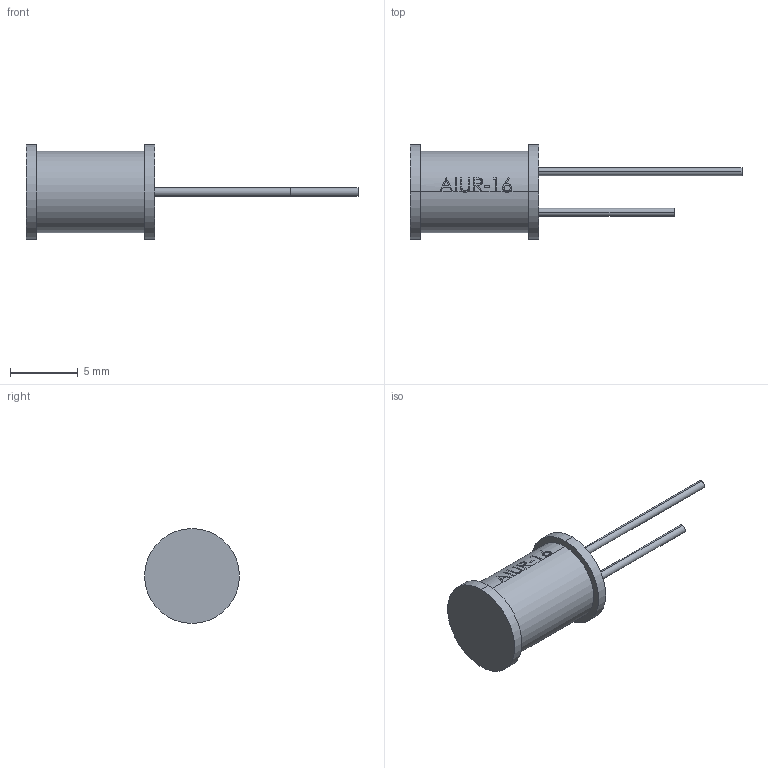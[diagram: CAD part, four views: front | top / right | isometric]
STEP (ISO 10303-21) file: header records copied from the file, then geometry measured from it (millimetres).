
FILE_DESCRIPTION (( 'STEP AP214' ), '1' );
FILE_NAME ('AIUR-16.STEP', '2013-10-04T10:28:17', ( '' ), ( '' ), 'SwSTEP 2.0', 'SolidWorks 2012', '' );
FILE_SCHEMA (( 'AUTOMOTIVE_DESIGN' ));
Length unit declared in the file: millimetre
Products named in the file (1): AIUR-16
Bounding box: 24.5 x 7 x 7 mm (x, y, z)
Volume: 291 mm3; surface area: 328.6 mm2
Topology: 1 solids, 1 shells, 96 faces, 246 edges, 160 vertices
Faces by surface type: plane 38, bspline 34, cylinder 24
Entity records: 4482 total; most frequent: CARTESIAN_POINT 2250, ORIENTED_EDGE 492, DIRECTION 297, EDGE_CURVE 246, VERTEX_POINT 160, B_SPLINE_CURVE_WITH_KNOTS 121, AXIS2_PLACEMENT_3D 109, EDGE_LOOP 104
